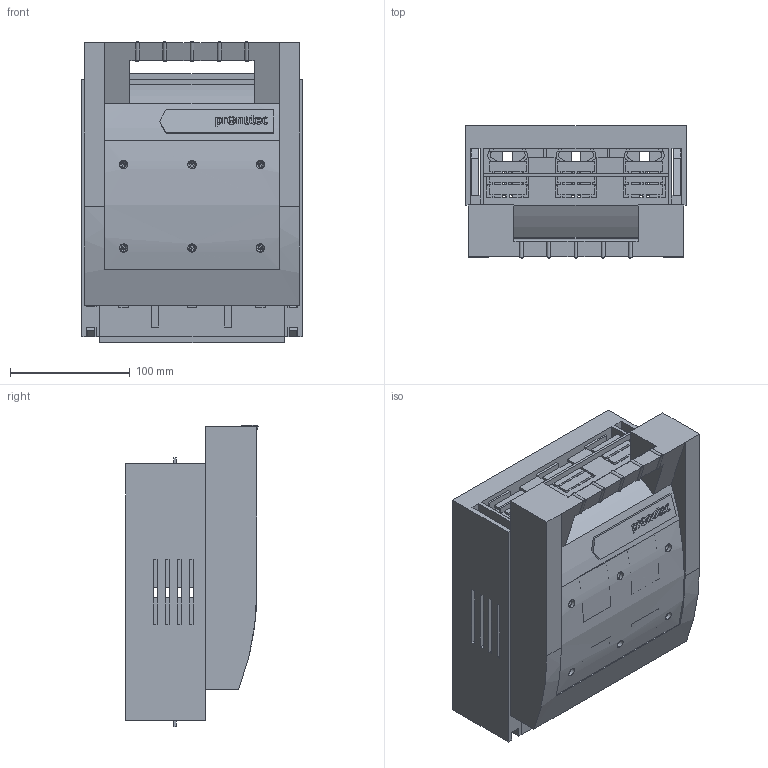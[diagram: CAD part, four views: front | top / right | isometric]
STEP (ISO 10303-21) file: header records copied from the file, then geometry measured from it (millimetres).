
FILE_DESCRIPTION(('OneSpaceDesigner STEP Export'),'2;1');
FILE_NAME('BTHC_NH-1.stp','2017-07-07T11:13:46',(''),(''),'OneSpace Designer STEP processor for AP214 (Solid Model)','OneSpace Designer 14.00B 27-May-2006 (C) CoCreate Software GmbH','');
FILE_SCHEMA(('AUTOMOTIVE_DESIGN { 1 0 10303 214 1 1 1 1 }'));
Length unit declared in the file: millimetre
Products named in the file (7): window; fuse_holder; CC.2; Contact_1; Socle; label; BTHC_NH-1
Assembly tree (12 placements, depth 2):
  BTHC_NH-1
    label
    Contact_1  x6
    CC.2  x2
    Socle
    fuse_holder
    window
Bounding box: 184 x 110.31 x 251.11 mm (x, y, z)
Volume: 1152031.9 mm3; surface area: 576872.8 mm2
Topology: 18 solids, 18 shells, 1323 faces, 3901 edges, 2544 vertices
Faces by surface type: plane 1043, cylinder 208, extrusion 28, sphere 24, revolution 20
Entity records: 32128 total; most frequent: CARTESIAN_POINT 9235, ORIENTED_EDGE 4990, DIRECTION 4019, EDGE_CURVE 2465, VECTOR 1831, LINE 1803, VERTEX_POINT 1602, AXIS2_PLACEMENT_3D 1088
